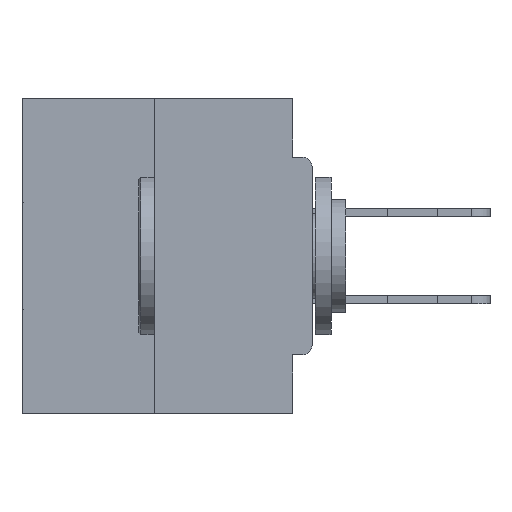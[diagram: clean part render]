
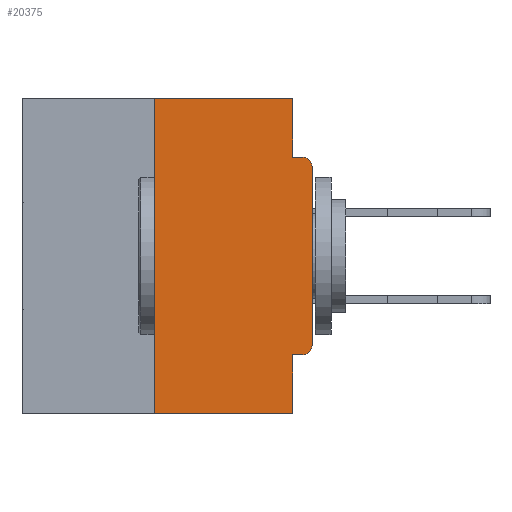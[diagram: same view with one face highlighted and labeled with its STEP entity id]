
A CAD part, left-side view. The second image highlights one B-rep face of the part: STEP entity #20375.
In plain terms, the highlighted planar face has unit normal (-1, 0, 0).
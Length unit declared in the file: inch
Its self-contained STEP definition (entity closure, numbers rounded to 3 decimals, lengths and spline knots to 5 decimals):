
#3 = VECTOR ( 'NONE', #27788, 39.37008 ) ;
#247 = AXIS2_PLACEMENT_3D ( 'NONE', #3790, #36224, #27439 ) ;
#1803 = VERTEX_POINT ( 'NONE', #23837 ) ;
#2280 = EDGE_LOOP ( 'NONE', ( #28421, #10778, #27550, #5544, #25695, #33681, #32950, #26173, #2556, #36414 ) ) ;
#2403 = AXIS2_PLACEMENT_3D ( 'NONE', #11984, #15092, #17577 ) ;
#2556 = ORIENTED_EDGE ( 'NONE', *, *, #8849, .F. ) ;
#2642 = VECTOR ( 'NONE', #17470, 39.37008 ) ;
#3056 = LINE ( 'NONE', #20230, #18542 ) ;
#3394 = PLANE ( 'NONE',  #247 ) ;
#3790 = CARTESIAN_POINT ( 'NONE',  ( 0., 0.46, 0. ) ) ;
#5063 = EDGE_CURVE ( 'NONE', #25733, #12332, #25084, .T. ) ;
#5544 = ORIENTED_EDGE ( 'NONE', *, *, #38213, .F. ) ;
#6308 = DIRECTION ( 'NONE',  ( 0., 1., 0. ) ) ;
#6431 = DIRECTION ( 'NONE',  ( 0., 0., -1. ) ) ;
#7813 = CARTESIAN_POINT ( 'NONE',  ( 0., 0.25, -0.5 ) ) ;
#8701 = DIRECTION ( 'NONE',  ( 0., -1., 0. ) ) ;
#8849 = EDGE_CURVE ( 'NONE', #33091, #1803, #13802, .T. ) ;
#8881 = DIRECTION ( 'NONE',  ( 0., 0., -1. ) ) ;
#8991 = LINE ( 'NONE', #25030, #3 ) ;
#9381 = VECTOR ( 'NONE', #14816, 39.37008 ) ;
#10778 = ORIENTED_EDGE ( 'NONE', *, *, #11328, .F. ) ;
#11328 = EDGE_CURVE ( 'NONE', #37553, #11837, #8991, .T. ) ;
#11831 = CARTESIAN_POINT ( 'NONE',  ( 0., 0., 0. ) ) ;
#11837 = VERTEX_POINT ( 'NONE', #24341 ) ;
#11984 = CARTESIAN_POINT ( 'NONE',  ( 0., 0.015, -0.3915 ) ) ;
#12218 = EDGE_CURVE ( 'NONE', #12332, #27714, #21062, .T. ) ;
#12332 = VERTEX_POINT ( 'NONE', #14859 ) ;
#13802 = LINE ( 'NONE', #32106, #33854 ) ;
#14816 = DIRECTION ( 'NONE',  ( 0., 0., 1. ) ) ;
#14859 = CARTESIAN_POINT ( 'NONE',  ( 0., 0., -0.3915 ) ) ;
#15092 = DIRECTION ( 'NONE',  ( -1., 0., 0. ) ) ;
#15905 = VECTOR ( 'NONE', #36411, 39.37008 ) ;
#16382 = VECTOR ( 'NONE', #6431, 39.37008 ) ;
#16629 = CARTESIAN_POINT ( 'NONE',  ( 0., 0.015, -0.4065 ) ) ;
#17459 = DIRECTION ( 'NONE',  ( 0., 0., -1. ) ) ;
#17470 = DIRECTION ( 'NONE',  ( 0., -1., 0. ) ) ;
#17577 = DIRECTION ( 'NONE',  ( 0., 0., -1. ) ) ;
#18542 = VECTOR ( 'NONE', #17459, 39.37008 ) ;
#18585 = LINE ( 'NONE', #23604, #2642 ) ;
#18981 = EDGE_CURVE ( 'NONE', #11837, #36141, #38869, .T. ) ;
#20230 = CARTESIAN_POINT ( 'NONE',  ( 0., 0.031, 0. ) ) ;
#20375 = ADVANCED_FACE ( 'NONE', ( #32637 ), #3394, .F. ) ;
#20743 = VERTEX_POINT ( 'NONE', #31867 ) ;
#20817 = EDGE_CURVE ( 'NONE', #37553, #27195, #18585, .T. ) ;
#21062 = LINE ( 'NONE', #11831, #9381 ) ;
#23604 = CARTESIAN_POINT ( 'NONE',  ( 0., 0.46, -0.5 ) ) ;
#23793 = CARTESIAN_POINT ( 'NONE',  ( 0., 0., -0.4065 ) ) ;
#23837 = CARTESIAN_POINT ( 'NONE',  ( 0., 0.015, -0.0935 ) ) ;
#24341 = CARTESIAN_POINT ( 'NONE',  ( 0., 0.25, 0. ) ) ;
#25030 = CARTESIAN_POINT ( 'NONE',  ( 0., 0.25, 0. ) ) ;
#25084 = CIRCLE ( 'NONE', #2403, 0.015 ) ;
#25695 = ORIENTED_EDGE ( 'NONE', *, *, #36642, .F. ) ;
#25733 = VERTEX_POINT ( 'NONE', #16629 ) ;
#25983 = CARTESIAN_POINT ( 'NONE',  ( 0., 0.015, -0.1085 ) ) ;
#26173 = ORIENTED_EDGE ( 'NONE', *, *, #33402, .T. ) ;
#27023 = DIRECTION ( 'NONE',  ( -1., 0., 0. ) ) ;
#27195 = VERTEX_POINT ( 'NONE', #35344 ) ;
#27439 = DIRECTION ( 'NONE',  ( 0., 0., -1. ) ) ;
#27550 = ORIENTED_EDGE ( 'NONE', *, *, #20817, .T. ) ;
#27714 = VERTEX_POINT ( 'NONE', #31483 ) ;
#27788 = DIRECTION ( 'NONE',  ( 0., 0., 1. ) ) ;
#28421 = ORIENTED_EDGE ( 'NONE', *, *, #18981, .F. ) ;
#29126 = VECTOR ( 'NONE', #6308, 39.37008 ) ;
#30352 = CARTESIAN_POINT ( 'NONE',  ( 0., 0.031, -0.5 ) ) ;
#30518 = CARTESIAN_POINT ( 'NONE',  ( 0., 0.46, 0. ) ) ;
#31345 = LINE ( 'NONE', #30352, #16382 ) ;
#31444 = EDGE_CURVE ( 'NONE', #36141, #33091, #3056, .T. ) ;
#31483 = CARTESIAN_POINT ( 'NONE',  ( 0., 0., -0.1085 ) ) ;
#31503 = CIRCLE ( 'NONE', #36018, 0.015 ) ;
#31867 = CARTESIAN_POINT ( 'NONE',  ( 0., 0.031, -0.4065 ) ) ;
#32106 = CARTESIAN_POINT ( 'NONE',  ( 0., 0., -0.0935 ) ) ;
#32637 = FACE_OUTER_BOUND ( 'NONE', #2280, .T. ) ;
#32950 = ORIENTED_EDGE ( 'NONE', *, *, #12218, .T. ) ;
#33091 = VERTEX_POINT ( 'NONE', #36258 ) ;
#33402 = EDGE_CURVE ( 'NONE', #27714, #1803, #31503, .T. ) ;
#33681 = ORIENTED_EDGE ( 'NONE', *, *, #5063, .T. ) ;
#33854 = VECTOR ( 'NONE', #8701, 39.37008 ) ;
#35344 = CARTESIAN_POINT ( 'NONE',  ( 0., 0.031, -0.5 ) ) ;
#36018 = AXIS2_PLACEMENT_3D ( 'NONE', #25983, #27023, #8881 ) ;
#36141 = VERTEX_POINT ( 'NONE', #36828 ) ;
#36152 = LINE ( 'NONE', #23793, #29126 ) ;
#36224 = DIRECTION ( 'NONE',  ( 1., 0., 0. ) ) ;
#36258 = CARTESIAN_POINT ( 'NONE',  ( 0., 0.031, -0.0935 ) ) ;
#36411 = DIRECTION ( 'NONE',  ( 0., -1., 0. ) ) ;
#36414 = ORIENTED_EDGE ( 'NONE', *, *, #31444, .F. ) ;
#36642 = EDGE_CURVE ( 'NONE', #25733, #20743, #36152, .T. ) ;
#36828 = CARTESIAN_POINT ( 'NONE',  ( 0., 0.031, 0. ) ) ;
#37553 = VERTEX_POINT ( 'NONE', #7813 ) ;
#38213 = EDGE_CURVE ( 'NONE', #20743, #27195, #31345, .T. ) ;
#38869 = LINE ( 'NONE', #30518, #15905 ) ;
